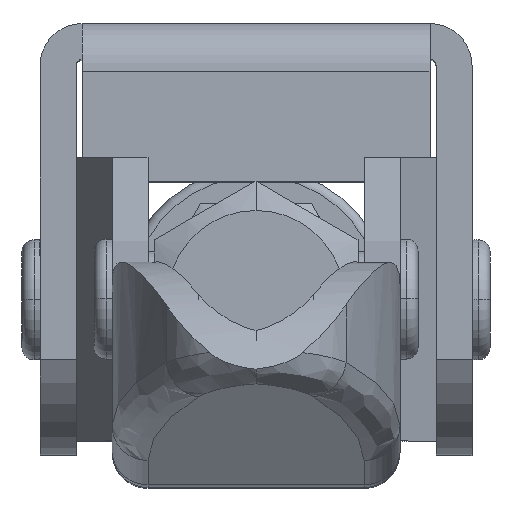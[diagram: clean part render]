
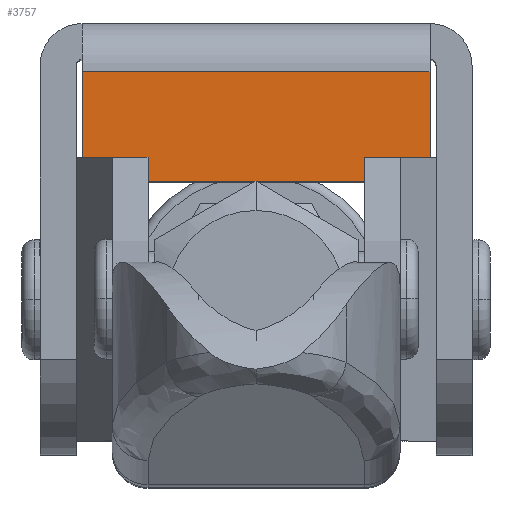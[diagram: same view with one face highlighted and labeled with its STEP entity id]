
A CAD part, top view. The second image highlights one B-rep face of the part: STEP entity #3757.
In plain terms, the highlighted planar face has unit normal (0, 0, 1).
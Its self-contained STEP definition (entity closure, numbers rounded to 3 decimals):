
#2479 = EDGE_CURVE ( 'NONE', #15457, #16332, #6247, .T. ) ;
#2480 = EDGE_CURVE ( 'NONE', #16332, #16210, #6249, .T. ) ;
#2485 = EDGE_CURVE ( 'NONE', #15247, #15457, #6235, .T. ) ;
#2487 = EDGE_CURVE ( 'NONE', #16210, #15247, #6233, .T. ) ;
#3757 = ADVANCED_FACE ( 'NONE', ( #22263 ), #14006, .F. ) ;
#6228 = VECTOR ( 'NONE', #18081, 1000. ) ;
#6232 = VECTOR ( 'NONE', #18090, 1000. ) ;
#6233 = LINE ( 'NONE', #18109, #6228 ) ;
#6235 = LINE ( 'NONE', #18087, #6232 ) ;
#6242 = VECTOR ( 'NONE', #18121, 1000. ) ;
#6244 = VECTOR ( 'NONE', #18127, 1000. ) ;
#6247 = LINE ( 'NONE', #18134, #6244 ) ;
#6249 = LINE ( 'NONE', #18141, #6242 ) ;
#8105 = EDGE_LOOP ( 'NONE', ( #14098, #14099, #14101, #14102 ) ) ;
#11700 = CARTESIAN_POINT ( 'NONE',  ( 14.5, -4., 44. ) ) ;
#11758 = CARTESIAN_POINT ( 'NONE',  ( 14.5, -13.2, 44. ) ) ;
#11943 = CARTESIAN_POINT ( 'NONE',  ( -14.5, -4., 44. ) ) ;
#12125 = CARTESIAN_POINT ( 'NONE',  ( -14.5, -13.2, 44. ) ) ;
#13998 = DIRECTION ( 'NONE',  ( 0., -1., 0. ) ) ;
#14000 = DIRECTION ( 'NONE',  ( 0., 0., -1. ) ) ;
#14006 = PLANE ( 'NONE',  #23278 ) ;
#14014 = CARTESIAN_POINT ( 'NONE',  ( 0., 0., 44. ) ) ;
#14098 = ORIENTED_EDGE ( 'NONE', *, *, #2479, .F. ) ;
#14099 = ORIENTED_EDGE ( 'NONE', *, *, #2485, .F. ) ;
#14101 = ORIENTED_EDGE ( 'NONE', *, *, #2487, .F. ) ;
#14102 = ORIENTED_EDGE ( 'NONE', *, *, #2480, .F. ) ;
#15247 = VERTEX_POINT ( 'NONE', #12125 ) ;
#15457 = VERTEX_POINT ( 'NONE', #11943 ) ;
#16210 = VERTEX_POINT ( 'NONE', #11758 ) ;
#16332 = VERTEX_POINT ( 'NONE', #11700 ) ;
#18081 = DIRECTION ( 'NONE',  ( -1., 0., 0. ) ) ;
#18087 = CARTESIAN_POINT ( 'NONE',  ( -14.5, -3., 44. ) ) ;
#18090 = DIRECTION ( 'NONE',  ( 0., 1., 0. ) ) ;
#18109 = CARTESIAN_POINT ( 'NONE',  ( -14.5, -13.2, 44. ) ) ;
#18121 = DIRECTION ( 'NONE',  ( 0., -1., 0. ) ) ;
#18127 = DIRECTION ( 'NONE',  ( 1., 0., 0. ) ) ;
#18134 = CARTESIAN_POINT ( 'NONE',  ( 14.5, -4., 44. ) ) ;
#18141 = CARTESIAN_POINT ( 'NONE',  ( 14.5, -13.2, 44. ) ) ;
#22263 = FACE_OUTER_BOUND ( 'NONE', #8105, .T. ) ;
#23278 = AXIS2_PLACEMENT_3D ( 'NONE', #14014, #14000, #13998 ) ;
